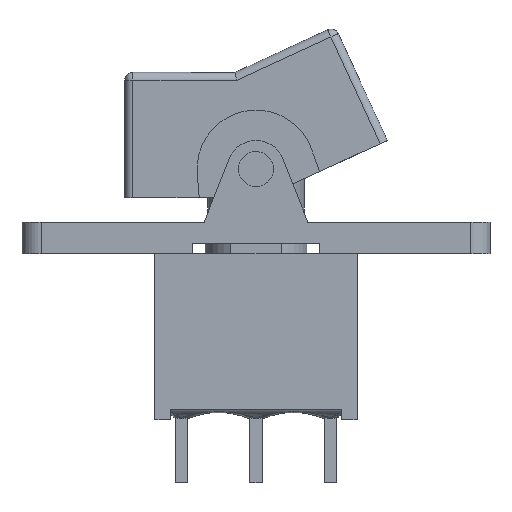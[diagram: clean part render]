
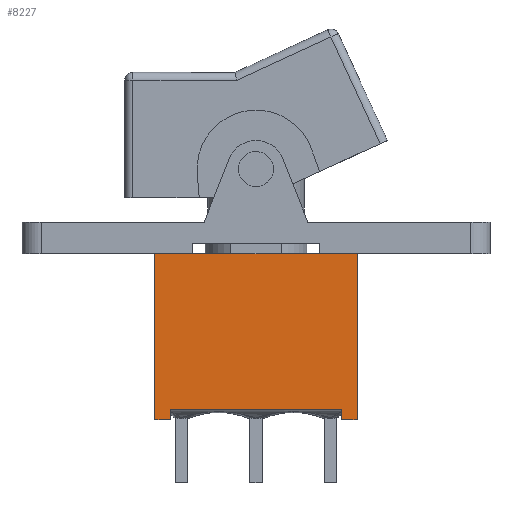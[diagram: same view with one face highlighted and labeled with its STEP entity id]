
A CAD part, front view. The second image highlights one B-rep face of the part: STEP entity #8227.
In plain terms, the highlighted planar face has unit normal (0, -1, 0).
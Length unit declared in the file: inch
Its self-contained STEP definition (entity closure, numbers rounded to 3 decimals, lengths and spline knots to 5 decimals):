
#2862=CARTESIAN_POINT('',(-0.25,-0.225,0.41024));
#2863=VERTEX_POINT('',#2862);
#2870=CARTESIAN_POINT('',(0.25,-0.225,0.41024));
#2871=VERTEX_POINT('',#2870);
#2872=CARTESIAN_POINT('',(0.25,-0.225,0.41024));
#2873=DIRECTION('',(-1.0,0.0,0.0));
#2874=VECTOR('',#2873,0.5);
#2875=LINE('',#2872,#2874);
#2876=EDGE_CURVE('',#2871,#2863,#2875,.T.);
#7790=CARTESIAN_POINT('',(0.21063,-0.225,0.02559));
#7791=VERTEX_POINT('',#7790);
#7808=CARTESIAN_POINT('',(0.21063,-0.225,0.0));
#7809=VERTEX_POINT('',#7808);
#7816=CARTESIAN_POINT('',(0.21063,-0.225,0.02559));
#7817=DIRECTION('',(0.0,0.0,-1.0));
#7818=VECTOR('',#7817,0.02559);
#7819=LINE('',#7816,#7818);
#7820=EDGE_CURVE('',#7791,#7809,#7819,.T.);
#7972=CARTESIAN_POINT('',(-0.21063,-0.225,0.02559));
#7973=VERTEX_POINT('',#7972);
#7980=CARTESIAN_POINT('',(-0.21063,-0.225,0.0));
#7981=VERTEX_POINT('',#7980);
#7982=CARTESIAN_POINT('',(-0.21063,-0.225,0.0));
#7983=DIRECTION('',(0.0,0.0,1.0));
#7984=VECTOR('',#7983,0.02559);
#7985=LINE('',#7982,#7984);
#7986=EDGE_CURVE('',#7981,#7973,#7985,.T.);
#8013=CARTESIAN_POINT('',(-0.21063,-0.225,0.02559));
#8014=DIRECTION('',(1.0,0.0,0.0));
#8015=VECTOR('',#8014,0.42126);
#8016=LINE('',#8013,#8015);
#8017=EDGE_CURVE('',#7973,#7791,#8016,.T.);
#8099=CARTESIAN_POINT('',(0.25,-0.225,0.0));
#8100=VERTEX_POINT('',#8099);
#8101=CARTESIAN_POINT('',(0.25,-0.225,0.0));
#8102=DIRECTION('',(0.0,0.0,1.0));
#8103=VECTOR('',#8102,0.41024);
#8104=LINE('',#8101,#8103);
#8105=EDGE_CURVE('',#8100,#2871,#8104,.T.);
#8184=CARTESIAN_POINT('',(-0.25,-0.225,0.0));
#8185=VERTEX_POINT('',#8184);
#8186=CARTESIAN_POINT('',(-0.21063,-0.225,0.0));
#8187=DIRECTION('',(-1.0,0.0,0.0));
#8188=VECTOR('',#8187,0.03937);
#8189=LINE('',#8186,#8188);
#8190=EDGE_CURVE('',#7981,#8185,#8189,.T.);
#8202=CARTESIAN_POINT('',(-0.275,-0.225,0.43075));
#8203=DIRECTION('',(0.0,-1.0,0.0));
#8204=DIRECTION('',(0.0,0.0,-1.0));
#8205=AXIS2_PLACEMENT_3D('',#8202,#8203,#8204);
#8206=PLANE('',#8205);
#8207=ORIENTED_EDGE('',*,*,#7820,.T.);
#8208=CARTESIAN_POINT('',(0.25,-0.225,0.0));
#8209=DIRECTION('',(-1.0,0.0,0.0));
#8210=VECTOR('',#8209,0.03937);
#8211=LINE('',#8208,#8210);
#8212=EDGE_CURVE('',#8100,#7809,#8211,.T.);
#8213=ORIENTED_EDGE('',*,*,#8212,.F.);
#8214=ORIENTED_EDGE('',*,*,#8105,.T.);
#8215=ORIENTED_EDGE('',*,*,#2876,.T.);
#8216=CARTESIAN_POINT('',(-0.25,-0.225,0.0));
#8217=DIRECTION('',(0.0,0.0,1.0));
#8218=VECTOR('',#8217,0.41024);
#8219=LINE('',#8216,#8218);
#8220=EDGE_CURVE('',#8185,#2863,#8219,.T.);
#8221=ORIENTED_EDGE('',*,*,#8220,.F.);
#8222=ORIENTED_EDGE('',*,*,#8190,.F.);
#8223=ORIENTED_EDGE('',*,*,#7986,.T.);
#8224=ORIENTED_EDGE('',*,*,#8017,.T.);
#8225=EDGE_LOOP('',(#8207,#8213,#8214,#8215,#8221,#8222,#8223,#8224));
#8226=FACE_OUTER_BOUND('',#8225,.T.);
#8227=ADVANCED_FACE('',(#8226),#8206,.T.);
